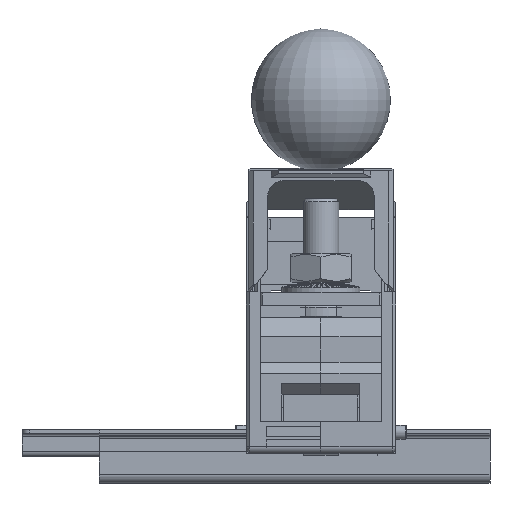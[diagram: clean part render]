
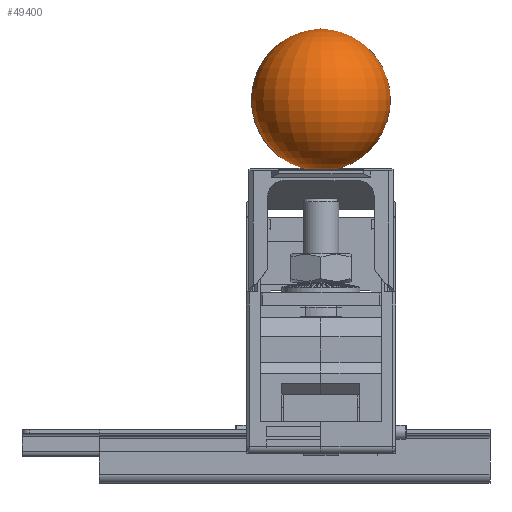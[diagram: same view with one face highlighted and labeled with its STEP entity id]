
A CAD part, left-side view. The second image highlights one B-rep face of the part: STEP entity #49400.
In plain terms, the highlighted toroidal (fillet/blend) face has major radius 0.306 mm and minor radius 20 mm.
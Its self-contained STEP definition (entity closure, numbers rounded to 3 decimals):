
#20=VERTEX_LOOP('',#26613);
#23=DEGENERATE_TOROIDAL_SURFACE('',#53811,0.306,20.,.T.);
#1637=CIRCLE('',#53800,3.77);
#11189=ORIENTED_EDGE('',*,*,#20967,.F.);
#20967=EDGE_CURVE('',#26596,#26596,#1637,.T.);
#26596=VERTEX_POINT('',#79302);
#26613=VERTEX_POINT('',#79355);
#41605=EDGE_LOOP('',(#11189));
#44574=FACE_BOUND('',#41605,.T.);
#44575=FACE_BOUND('',#20,.T.);
#49400=ADVANCED_FACE('',(#44574,#44575),#23,.F.);
#53800=AXIS2_PLACEMENT_3D('',#79301,#63795,#63796);
#53811=AXIS2_PLACEMENT_3D('',#79354,#63842,#63843);
#63795=DIRECTION('',(0.,0.,-1.));
#63796=DIRECTION('',(-1.,0.,0.));
#63842=DIRECTION('',(0.,0.,-1.));
#63843=DIRECTION('',(-1.,0.,0.));
#79301=CARTESIAN_POINT('',(55.96,21.,50.11));
#79302=CARTESIAN_POINT('',(52.19,21.,50.11));
#79354=CARTESIAN_POINT('',(55.96,21.,69.808));
#79355=CARTESIAN_POINT('',(55.96,21.,49.81));
